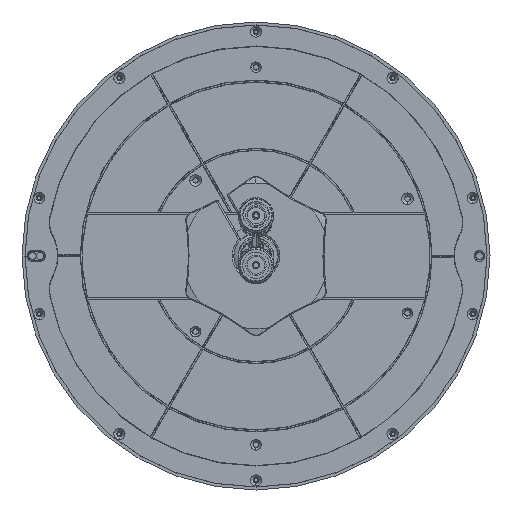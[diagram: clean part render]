
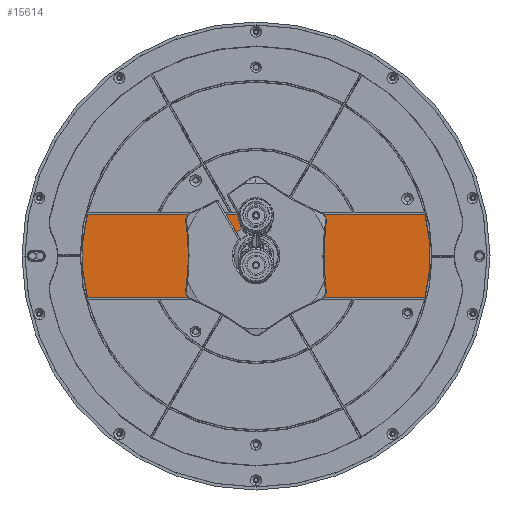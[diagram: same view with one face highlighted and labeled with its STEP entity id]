
A CAD part, front view. The second image highlights one B-rep face of the part: STEP entity #15614.
In plain terms, the highlighted planar face has unit normal (0, -1, 0).
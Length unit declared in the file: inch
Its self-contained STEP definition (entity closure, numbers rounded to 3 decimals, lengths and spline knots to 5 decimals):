
#630 = DIRECTION ( 'NONE',  ( 0., 0., -1. ) ) ;
#1426 = AXIS2_PLACEMENT_3D ( 'NONE', #11717, #44962, #630 ) ;
#3387 = EDGE_LOOP ( 'NONE', ( #45819, #25217, #12090, #33530 ) ) ;
#4339 = PLANE ( 'NONE',  #1426 ) ;
#4413 = ORIENTED_EDGE ( 'NONE', *, *, #20032, .T. ) ;
#6281 = DIRECTION ( 'NONE',  ( 1., 0., 0. ) ) ;
#7684 = CIRCLE ( 'NONE', #13968, 0.68898 ) ;
#8251 = AXIS2_PLACEMENT_3D ( 'NONE', #33612, #48582, #14885 ) ;
#9271 = VERTEX_POINT ( 'NONE', #17106 ) ;
#10426 = EDGE_CURVE ( 'NONE', #24301, #20109, #36361, .T. ) ;
#10769 = CARTESIAN_POINT ( 'NONE',  ( 0.0031, 0.00787, 0.93701 ) ) ;
#11717 = CARTESIAN_POINT ( 'NONE',  ( 0., 0.00787, 0. ) ) ;
#12090 = ORIENTED_EDGE ( 'NONE', *, *, #38512, .T. ) ;
#12754 = VERTEX_POINT ( 'NONE', #25056 ) ;
#13023 = CARTESIAN_POINT ( 'NONE',  ( 0., 0.00787, 0.68898 ) ) ;
#13066 = EDGE_CURVE ( 'NONE', #12754, #46744, #31328, .T. ) ;
#13428 = DIRECTION ( 'NONE',  ( 0., 1., 0. ) ) ;
#13968 = AXIS2_PLACEMENT_3D ( 'NONE', #36535, #39996, #36050 ) ;
#14423 = CARTESIAN_POINT ( 'NONE',  ( 3.77815, 0.00787, -0.93701 ) ) ;
#14885 = DIRECTION ( 'NONE',  ( 0., 0., -1. ) ) ;
#15614 = ADVANCED_FACE ( 'NONE', ( #18860, #26966 ), #4339, .T. ) ;
#17106 = CARTESIAN_POINT ( 'NONE',  ( 3.77852, 0.00787, 0.93701 ) ) ;
#17113 = DIRECTION ( 'NONE',  ( 0., 0., 1. ) ) ;
#17687 = CIRCLE ( 'NONE', #8251, 3.88976 ) ;
#18860 = FACE_OUTER_BOUND ( 'NONE', #3387, .T. ) ;
#20032 = EDGE_CURVE ( 'NONE', #46744, #12754, #7684, .T. ) ;
#20109 = VERTEX_POINT ( 'NONE', #44409 ) ;
#20613 = VECTOR ( 'NONE', #33167, 39.37008 ) ;
#21319 = CARTESIAN_POINT ( 'NONE',  ( 0., 0.00787, 0. ) ) ;
#22236 = AXIS2_PLACEMENT_3D ( 'NONE', #24971, #35581, #6281 ) ;
#24301 = VERTEX_POINT ( 'NONE', #26655 ) ;
#24728 = ORIENTED_EDGE ( 'NONE', *, *, #13066, .T. ) ;
#24793 = CARTESIAN_POINT ( 'NONE',  ( -3.77233, 0.00787, 0.93701 ) ) ;
#24971 = CARTESIAN_POINT ( 'NONE',  ( 0.00307, 0.00787, 0.00075 ) ) ;
#25056 = CARTESIAN_POINT ( 'NONE',  ( 0., 0.00787, -0.68898 ) ) ;
#25217 = ORIENTED_EDGE ( 'NONE', *, *, #41171, .T. ) ;
#25262 = DIRECTION ( 'NONE',  ( 1., 0., 0. ) ) ;
#26655 = CARTESIAN_POINT ( 'NONE',  ( -3.77196, 0.00787, -0.93701 ) ) ;
#26966 = FACE_BOUND ( 'NONE', #36728, .T. ) ;
#27505 = VERTEX_POINT ( 'NONE', #24793 ) ;
#31328 = CIRCLE ( 'NONE', #47817, 0.68898 ) ;
#32456 = EDGE_CURVE ( 'NONE', #20109, #9271, #17687, .T. ) ;
#33167 = DIRECTION ( 'NONE',  ( -1., 0., 0. ) ) ;
#33530 = ORIENTED_EDGE ( 'NONE', *, *, #10426, .T. ) ;
#33612 = CARTESIAN_POINT ( 'NONE',  ( 0.00312, 0.00787, 0.00075 ) ) ;
#35581 = DIRECTION ( 'NONE',  ( 0., -1., 0. ) ) ;
#36050 = DIRECTION ( 'NONE',  ( 0., 0., 1. ) ) ;
#36361 = LINE ( 'NONE', #14423, #36815 ) ;
#36535 = CARTESIAN_POINT ( 'NONE',  ( 0., 0.00787, 0. ) ) ;
#36728 = EDGE_LOOP ( 'NONE', ( #4413, #24728 ) ) ;
#36815 = VECTOR ( 'NONE', #25262, 39.37008 ) ;
#36889 = LINE ( 'NONE', #10769, #20613 ) ;
#38512 = EDGE_CURVE ( 'NONE', #27505, #24301, #38756, .T. ) ;
#38756 = CIRCLE ( 'NONE', #22236, 3.88976 ) ;
#39996 = DIRECTION ( 'NONE',  ( 0., 1., 0. ) ) ;
#41171 = EDGE_CURVE ( 'NONE', #9271, #27505, #36889, .T. ) ;
#44409 = CARTESIAN_POINT ( 'NONE',  ( 3.77815, 0.00787, -0.93701 ) ) ;
#44962 = DIRECTION ( 'NONE',  ( 0., -1., 0. ) ) ;
#45819 = ORIENTED_EDGE ( 'NONE', *, *, #32456, .T. ) ;
#46744 = VERTEX_POINT ( 'NONE', #13023 ) ;
#47817 = AXIS2_PLACEMENT_3D ( 'NONE', #21319, #13428, #17113 ) ;
#48582 = DIRECTION ( 'NONE',  ( 0., -1., 0. ) ) ;
